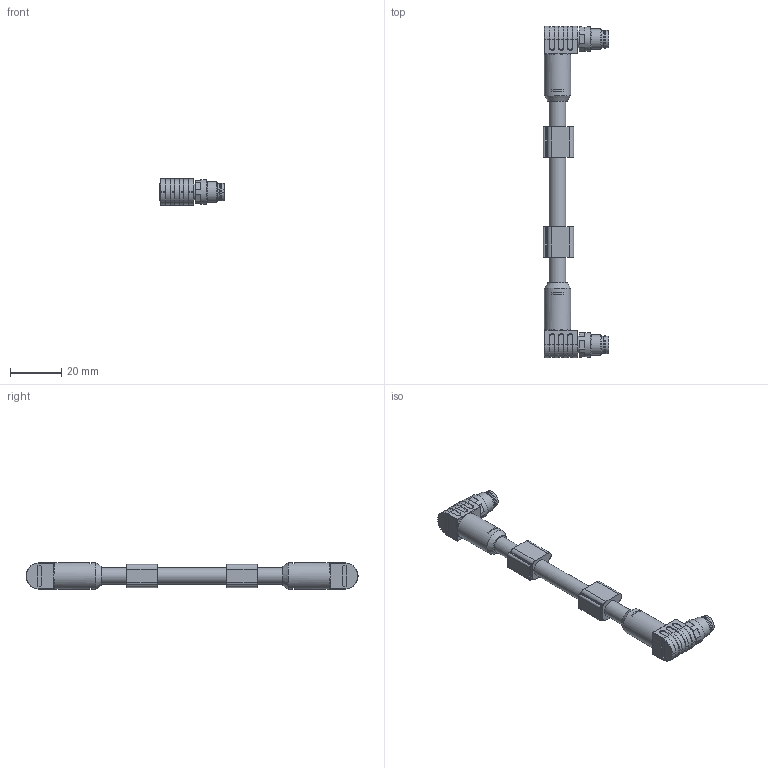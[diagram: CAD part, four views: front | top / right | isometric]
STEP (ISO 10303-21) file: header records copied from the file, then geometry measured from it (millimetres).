
FILE_DESCRIPTION(/* description */ (''),/* implementation_level */ '2;1');
FILE_NAME(/* name */ 'IE-SWSPSD4-m-IE-SWSPSD4_S2171.stp',/* time_stamp */ '2018-12-07T13:05:22+01:00',/* author */ (''),/* organization */ (''),/* preprocessor_version */ 'ST-DEVELOPER v16',/* originating_system */ 'SIEMENS PLM Software NX 10.0',/* authorisation */ '');
FILE_SCHEMA (('AUTOMOTIVE_DESIGN { 1 0 10303 214 3 1 1 1 }'));
Length unit declared in the file: millimetre
Products named in the file (1): IE-SWSPSD4-m-IE-SWSPSD4_S2171
Bounding box: 25.75 x 129.6 x 10.3 mm (x, y, z)
Volume: 10360.9 mm3; surface area: 6110.4 mm2
Topology: 1 solids, 1 shells, 559 faces, 1363 edges, 806 vertices
Faces by surface type: cylinder 219, plane 162, torus 106, bspline 32, cone 24, sphere 16
Full cylindrical faces by diameter (mm): 0.8 x8, 5.8 x2, 6.5 x7, 6.9 x2, 8 x2, 9.6 x2, 10.3 x2
Entity records: 15984 total; most frequent: CARTESIAN_POINT 3318, DIRECTION 2860, ORIENTED_EDGE 2500, EDGE_CURVE 1250, AXIS2_PLACEMENT_3D 1178, VERTEX_POINT 770, CIRCLE 642, EDGE_LOOP 624
